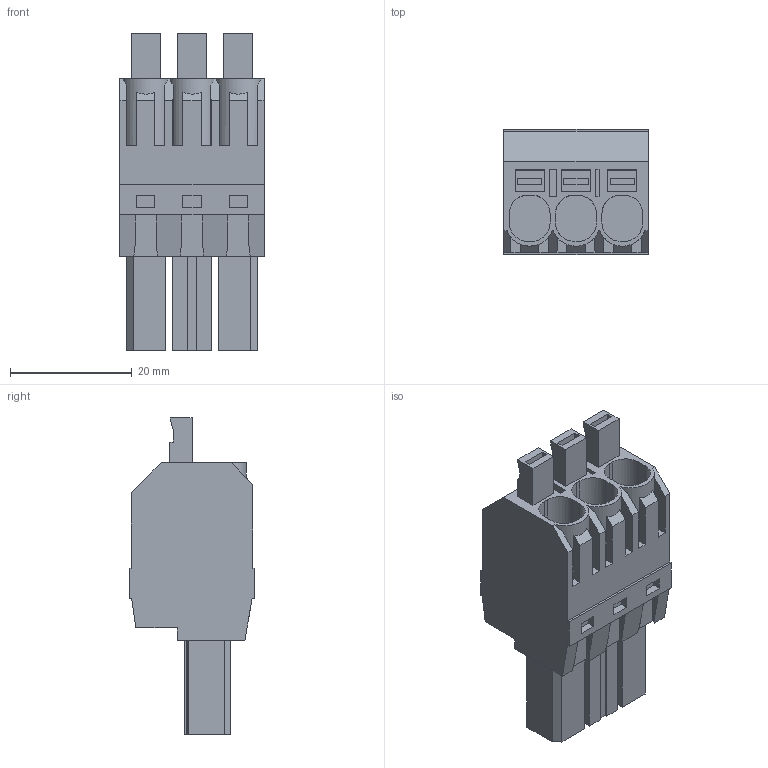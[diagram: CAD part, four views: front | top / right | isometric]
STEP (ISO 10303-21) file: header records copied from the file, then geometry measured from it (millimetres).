
FILE_DESCRIPTION(('CATIA V5 STEP Exchange','CAx-IF Rec.Pracs.--- Model Styling and Organization---1.4--- 2014-01-23'),'2;1');
FILE_NAME ('D1526109_1_2548880000_2548880000.stp','2023-09-07T12:40:58+00:00',('none'),('Weidmueller'),'CATIA Version 5-6 Release 2016 SP3 HF44','CATIA V5 STEP AP214','none');
FILE_SCHEMA(('AUTOMOTIVE_DESIGN { 1 0 10303 214 1 1 1 1 }'));
Length unit declared in the file: millimetre
Products named in the file (1): 2548880000
Bounding box: 23.76 x 20.6 x 52.11 mm (x, y, z)
Volume: 13709 mm3; surface area: 7122.3 mm2
Topology: 4 solids, 4 shells, 320 faces, 868 edges, 579 vertices
Faces by surface type: plane 305, cylinder 15
Entity records: 9719 total; most frequent: CARTESIAN_POINT 1870, ORIENTED_EDGE 1736, DIRECTION 1371, EDGE_CURVE 868, VECTOR 826, LINE 826, VERTEX_POINT 579, EDGE_LOOP 343
